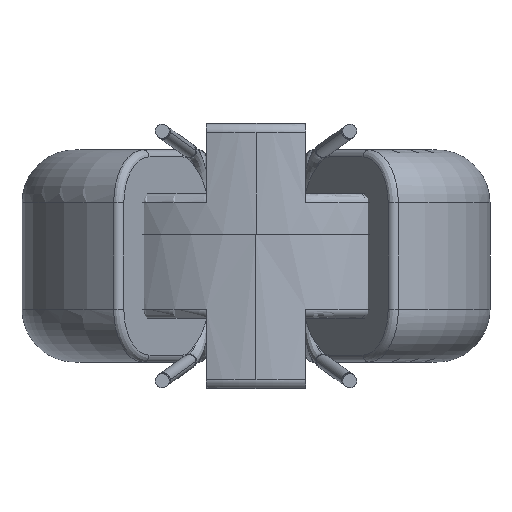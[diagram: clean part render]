
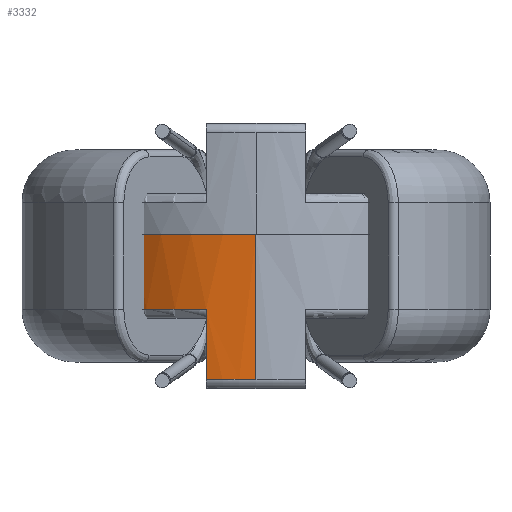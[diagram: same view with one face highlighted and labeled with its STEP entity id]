
A CAD part, front view. The second image highlights one B-rep face of the part: STEP entity #3332.
In plain terms, the highlighted cylindrical face has radius 6.1 mm (diameter 12.2 mm), a partial arc.
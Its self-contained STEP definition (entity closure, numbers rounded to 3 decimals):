
#464 = DIRECTION ( 'NONE',  ( 0., 0., 1. ) ) ;
#676 = CARTESIAN_POINT ( 'NONE',  ( 1.6, -2.4, 5.886 ) ) ;
#713 = CARTESIAN_POINT ( 'NONE',  ( 1.6, -2.4, -5.886 ) ) ;
#1146 = VERTEX_POINT ( 'NONE', #13012 ) ;
#1160 = ORIENTED_EDGE ( 'NONE', *, *, #12316, .F. ) ;
#1417 = VECTOR ( 'NONE', #11322, 1000. ) ;
#1729 = CARTESIAN_POINT ( 'NONE',  ( 1.6, -10.2, 5.886 ) ) ;
#2161 = VERTEX_POINT ( 'NONE', #6653 ) ;
#2288 = ORIENTED_EDGE ( 'NONE', *, *, #9410, .T. ) ;
#2325 = VERTEX_POINT ( 'NONE', #11407 ) ;
#2472 = CARTESIAN_POINT ( 'NONE',  ( 0., -4.65, 0. ) ) ;
#2831 = CARTESIAN_POINT ( 'NONE',  ( 0., -4.65, 6.1 ) ) ;
#2897 = VECTOR ( 'NONE', #3154, 1000. ) ;
#2976 = DIRECTION ( 'NONE',  ( 0., 1., 0. ) ) ;
#3027 = CIRCLE ( 'NONE', #12566, 6.1 ) ;
#3154 = DIRECTION ( 'NONE',  ( 0., 1., 0. ) ) ;
#3332 = ADVANCED_FACE ( '��4', ( #10283 ), #3494, .T. ) ;
#3371 = VERTEX_POINT ( 'NONE', #713 ) ;
#3494 = CYLINDRICAL_SURFACE ( 'NONE', #3569, 6.1 ) ;
#3549 = DIRECTION ( 'NONE',  ( 0., 1., 0. ) ) ;
#3569 = AXIS2_PLACEMENT_3D ( 'NONE', #14393, #2976, #12132 ) ;
#3804 = EDGE_CURVE ( '����30', #2161, #14481, #3027, .T. ) ;
#4091 = EDGE_CURVE ( '����32', #1146, #2325, #5325, .T. ) ;
#5026 = EDGE_CURVE ( '����13', #8373, #10430, #10705, .T. ) ;
#5223 = ORIENTED_EDGE ( 'NONE', *, *, #6564, .F. ) ;
#5325 = CIRCLE ( 'NONE', #10475, 6.1 ) ;
#5379 = EDGE_CURVE ( 'NONE', #10430, #9722, #10689, .T. ) ;
#6279 = EDGE_CURVE ( 'NONE', #14481, #2325, #14654, .T. ) ;
#6422 = LINE ( 'NONE', #13783, #10899 ) ;
#6564 = EDGE_CURVE ( 'NONE', #8373, #1146, #6422, .T. ) ;
#6653 = CARTESIAN_POINT ( 'NONE',  ( 1.6, -4.65, -5.886 ) ) ;
#6932 = AXIS2_PLACEMENT_3D ( 'NONE', #9345, #9304, #11797 ) ;
#7440 = ORIENTED_EDGE ( 'NONE', *, *, #4091, .F. ) ;
#7620 = ORIENTED_EDGE ( 'NONE', *, *, #3804, .T. ) ;
#7630 = ORIENTED_EDGE ( 'NONE', *, *, #5026, .T. ) ;
#7832 = CARTESIAN_POINT ( 'NONE',  ( 0., -2.7, -6.1 ) ) ;
#7973 = DIRECTION ( 'NONE',  ( 0., 1., 0. ) ) ;
#8373 = VERTEX_POINT ( 'NONE', #2831 ) ;
#8607 = DIRECTION ( 'NONE',  ( 0., 1., 0. ) ) ;
#8840 = ORIENTED_EDGE ( 'NONE', *, *, #6279, .T. ) ;
#9304 = DIRECTION ( 'NONE',  ( 0., 1., 0. ) ) ;
#9328 = EDGE_LOOP ( 'NONE', ( #7620, #8840, #7440, #5223, #7630, #14300, #2288, #1160 ) ) ;
#9345 = CARTESIAN_POINT ( 'NONE',  ( 0., -4.65, 0. ) ) ;
#9410 = EDGE_CURVE ( '����2', #9722, #3371, #9772, .T. ) ;
#9722 = VERTEX_POINT ( 'NONE', #676 ) ;
#9772 = CIRCLE ( 'NONE', #11873, 6.1 ) ;
#10283 = FACE_OUTER_BOUND ( 'NONE', #9328, .T. ) ;
#10430 = VERTEX_POINT ( 'NONE', #10926 ) ;
#10475 = AXIS2_PLACEMENT_3D ( 'NONE', #10781, #11824, #464 ) ;
#10689 = LINE ( 'NONE', #1729, #12487 ) ;
#10705 = CIRCLE ( 'NONE', #6932, 6.1 ) ;
#10781 = CARTESIAN_POINT ( 'NONE',  ( 0., 0., 0. ) ) ;
#10899 = VECTOR ( 'NONE', #7973, 1000. ) ;
#10926 = CARTESIAN_POINT ( 'NONE',  ( 1.6, -4.65, 5.886 ) ) ;
#11213 = CARTESIAN_POINT ( 'NONE',  ( 1.6, -10.2, -5.886 ) ) ;
#11322 = DIRECTION ( 'NONE',  ( 0., 1., 0. ) ) ;
#11407 = CARTESIAN_POINT ( 'NONE',  ( 0., 0., -6.1 ) ) ;
#11666 = DIRECTION ( 'NONE',  ( 0., 0., 1. ) ) ;
#11797 = DIRECTION ( 'NONE',  ( 0., 0., 1. ) ) ;
#11816 = DIRECTION ( 'NONE',  ( 0., 1., 0. ) ) ;
#11824 = DIRECTION ( 'NONE',  ( 0., 1., 0. ) ) ;
#11873 = AXIS2_PLACEMENT_3D ( 'NONE', #12970, #11816, #11666 ) ;
#12132 = DIRECTION ( 'NONE',  ( 0., 0., 1. ) ) ;
#12256 = CARTESIAN_POINT ( 'NONE',  ( 0., -4.65, -6.1 ) ) ;
#12316 = EDGE_CURVE ( 'NONE', #2161, #3371, #14009, .T. ) ;
#12487 = VECTOR ( 'NONE', #8607, 1000. ) ;
#12566 = AXIS2_PLACEMENT_3D ( 'NONE', #2472, #3549, #13901 ) ;
#12970 = CARTESIAN_POINT ( 'NONE',  ( 0., -2.4, 0. ) ) ;
#13012 = CARTESIAN_POINT ( 'NONE',  ( 0., 0., 6.1 ) ) ;
#13783 = CARTESIAN_POINT ( 'NONE',  ( 0., -2.7, 6.1 ) ) ;
#13901 = DIRECTION ( 'NONE',  ( 0., 0., 1. ) ) ;
#14009 = LINE ( 'NONE', #11213, #2897 ) ;
#14300 = ORIENTED_EDGE ( 'NONE', *, *, #5379, .T. ) ;
#14393 = CARTESIAN_POINT ( 'NONE',  ( 0., -2.7, 0. ) ) ;
#14481 = VERTEX_POINT ( 'NONE', #12256 ) ;
#14654 = LINE ( 'NONE', #7832, #1417 ) ;
